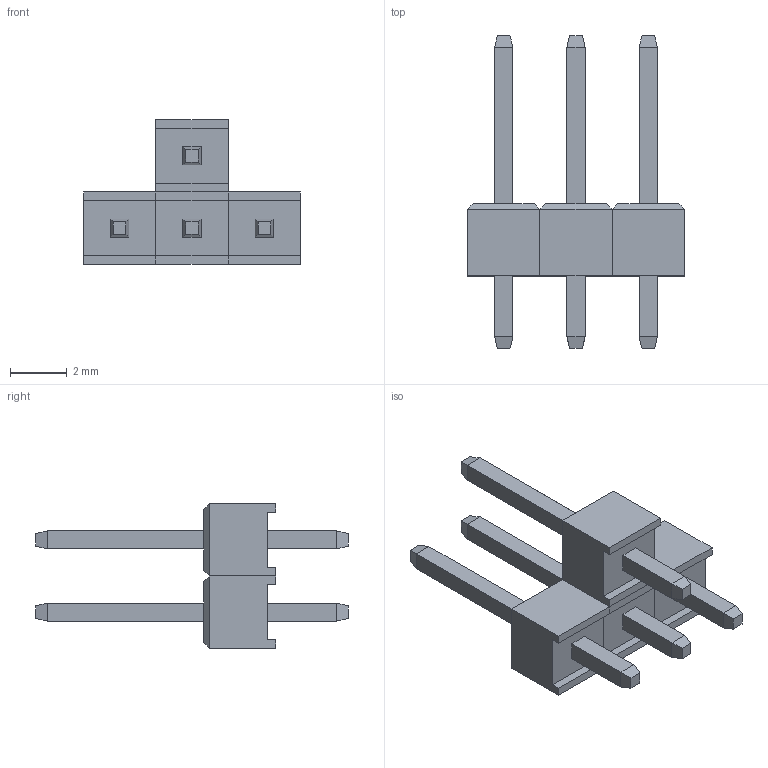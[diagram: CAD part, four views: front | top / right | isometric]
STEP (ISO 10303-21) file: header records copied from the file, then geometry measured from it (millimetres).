
FILE_DESCRIPTION(('FreeCAD Model'),'2;1');
FILE_NAME('3PoleHeader.step', '2021-01-08T22:12:22',('Author'),(''), 'Open CASCADE STEP processor 7.3','FreeCAD','Unknown');
FILE_SCHEMA(('AUTOMOTIVE_DESIGN { 1 0 10303 214 1 1 1 1 }'));
Length unit declared in the file: millimetre
Products named in the file (4): Header1_1; Header1_002; Header1_003; Header1_004
Bounding box: 7.62 x 10.98 x 5.08 mm (x, y, z)
Volume: 72.8 mm3; surface area: 238 mm2
Topology: 4 solids, 4 shells, 128 faces, 288 edges, 176 vertices
Faces by surface type: plane 128
Entity records: 8108 total; most frequent: CARTESIAN_POINT 1169, DIRECTION 1122, LINE 864, VECTOR 864, ORIENTED_EDGE 576, PCURVE 576, DEFINITIONAL_REPRESENTATION 576, EDGE_CURVE 288
